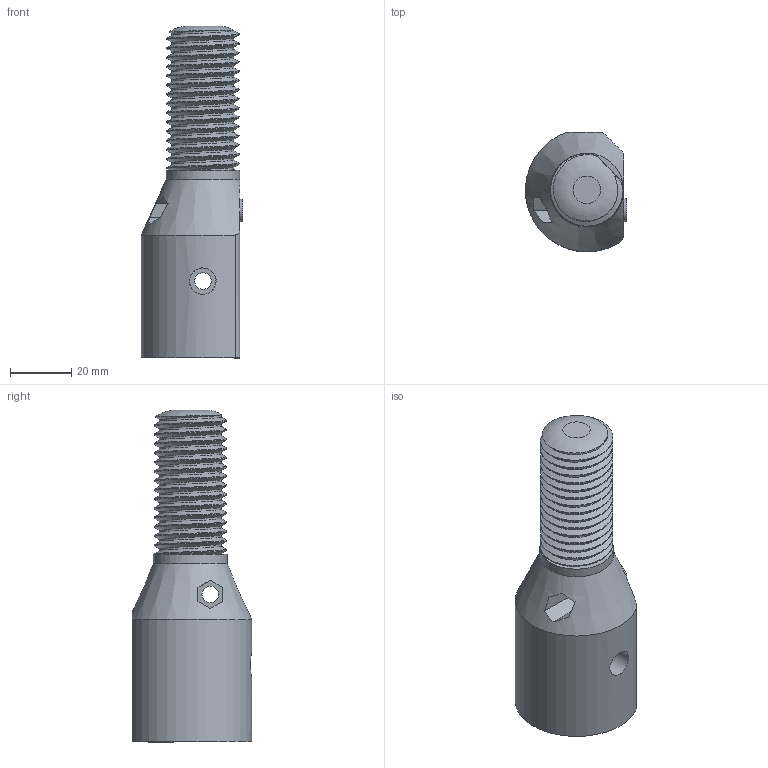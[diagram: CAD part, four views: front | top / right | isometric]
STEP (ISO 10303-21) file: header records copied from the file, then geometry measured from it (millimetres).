
FILE_DESCRIPTION(/* description */ (''),/* implementation_level */ '2;1');
FILE_NAME(/* name */ 'EndEffector.step',/* time_stamp */ '2025-11-08T18:59:03+01:00',/* author */ (''),/* organization */ (''),/* preprocessor_version */ 'ST-DEVELOPER v20.1',/* originating_system */ 'Autodesk Translation Framework v14.17.0.0',/* authorisation */ '');
FILE_SCHEMA (('AUTOMOTIVE_DESIGN { 1 0 10303 214 3 1 1 }'));
Length unit declared in the file: millimetre
Products named in the file (1): EndEffector_HGR
Bounding box: 32.86 x 38.9 x 108 mm (x, y, z)
Volume: 57146.1 mm3; surface area: 17468.1 mm2
Topology: 1 solids, 2 shells, 112 faces, 307 edges, 204 vertices
Faces by surface type: cylinder 40, plane 37, bspline 34, cone 1
Full cylindrical faces by diameter (mm): 5 x1, 5.4 x3, 7.4 x1, 8.6 x1
Entity records: 8662 total; most frequent: CARTESIAN_POINT 6148, ORIENTED_EDGE 614, DIRECTION 347, EDGE_CURVE 307, VERTEX_POINT 204, LINE 139, VECTOR 139, B_SPLINE_CURVE_WITH_KNOTS 135
